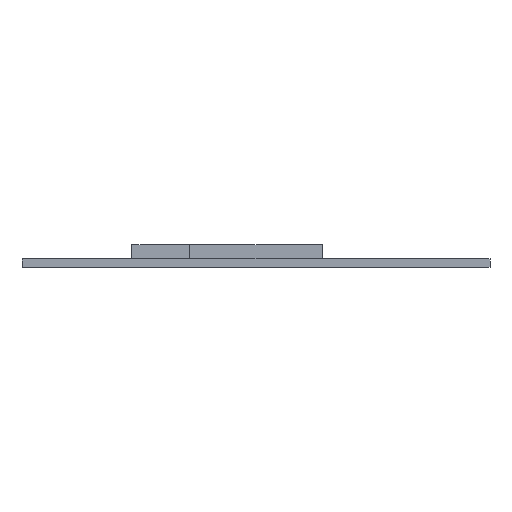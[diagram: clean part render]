
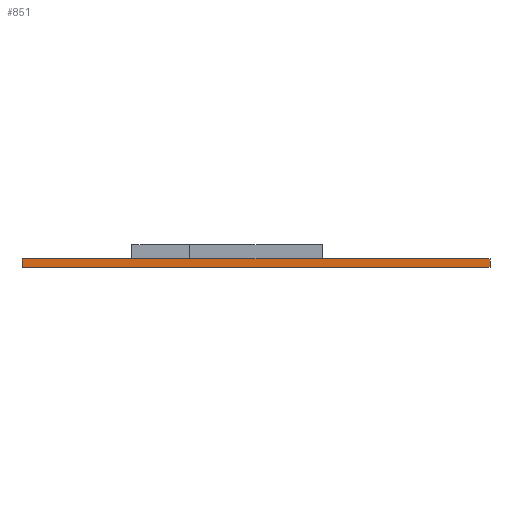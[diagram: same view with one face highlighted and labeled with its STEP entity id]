
A CAD part, front view. The second image highlights one B-rep face of the part: STEP entity #851.
In plain terms, the highlighted planar face has unit normal (0, -1, 0).
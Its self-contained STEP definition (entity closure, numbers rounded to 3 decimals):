
#76=PLANE('',#944);
#117=FACE_OUTER_BOUND('',#180,.T.);
#180=EDGE_LOOP('',(#757,#758,#759,#760));
#228=LINE('',#1270,#301);
#271=LINE('',#1398,#344);
#273=LINE('',#1402,#346);
#274=LINE('',#1403,#347);
#301=VECTOR('',#1038,10.);
#344=VECTOR('',#1169,10.);
#346=VECTOR('',#1173,10.);
#347=VECTOR('',#1174,10.);
#417=VERTEX_POINT('',#1267);
#418=VERTEX_POINT('',#1269);
#459=VERTEX_POINT('',#1397);
#460=VERTEX_POINT('',#1401);
#504=EDGE_CURVE('',#417,#418,#228,.T.);
#567=EDGE_CURVE('',#459,#418,#271,.T.);
#569=EDGE_CURVE('',#459,#460,#273,.T.);
#570=EDGE_CURVE('',#460,#417,#274,.T.);
#757=ORIENTED_EDGE('',*,*,#569,.F.);
#758=ORIENTED_EDGE('',*,*,#567,.T.);
#759=ORIENTED_EDGE('',*,*,#504,.F.);
#760=ORIENTED_EDGE('',*,*,#570,.F.);
#851=ADVANCED_FACE('',(#117),#76,.T.);
#944=AXIS2_PLACEMENT_3D('',#1400,#1171,#1172);
#1038=DIRECTION('',(1.,0.,0.));
#1169=DIRECTION('',(0.,0.,1.));
#1171=DIRECTION('center_axis',(0.,-1.,0.));
#1172=DIRECTION('ref_axis',(1.,0.,0.));
#1173=DIRECTION('',(-1.,0.,0.));
#1174=DIRECTION('',(0.,0.,1.));
#1267=CARTESIAN_POINT('',(-40.75,-45.,1.5));
#1269=CARTESIAN_POINT('',(40.75,-45.,1.5));
#1270=CARTESIAN_POINT('',(40.75,-45.,1.5));
#1397=CARTESIAN_POINT('',(40.75,-45.,0.));
#1398=CARTESIAN_POINT('',(40.75,-45.,0.));
#1400=CARTESIAN_POINT('Origin',(-40.75,-45.,0.));
#1401=CARTESIAN_POINT('',(-40.75,-45.,0.));
#1402=CARTESIAN_POINT('',(40.75,-45.,0.));
#1403=CARTESIAN_POINT('',(-40.75,-45.,0.));
